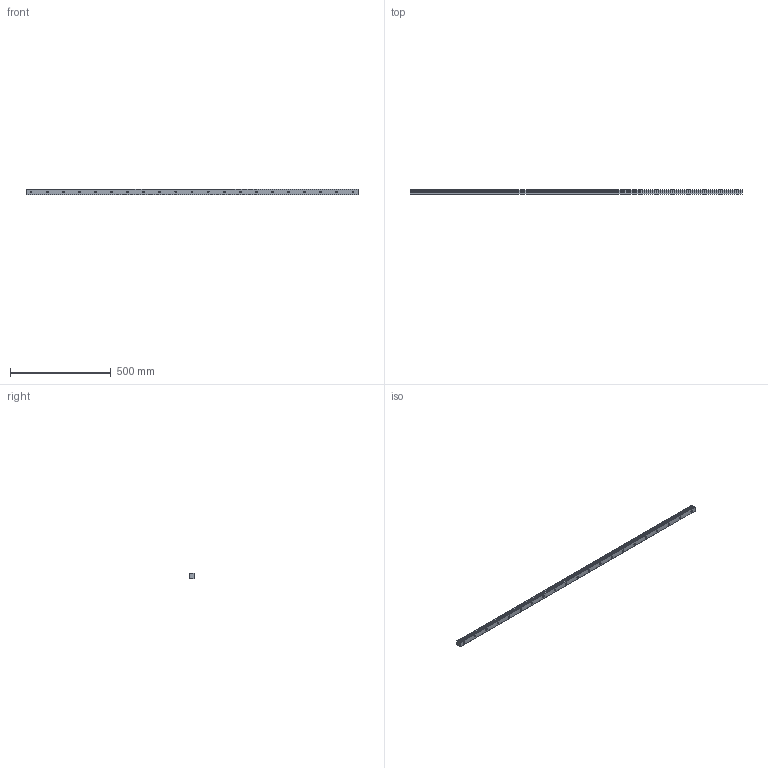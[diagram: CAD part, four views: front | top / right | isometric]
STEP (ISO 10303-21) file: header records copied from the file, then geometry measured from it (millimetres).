
FILE_DESCRIPTION (( 'STEP AP214' ), '1' );
FILE_NAME ('SHS30C1SS-1650L_G25_0_B-M6F_772_0_0_0_1.STEP', '2021-06-21T12:23:36', ( '' ), ( '' ), 'SwSTEP 2.0', 'SolidWorks 2021', '' );
FILE_SCHEMA (( 'AUTOMOTIVE_DESIGN' ));
Length unit declared in the file: millimetre
Products named in the file (2): _SHS30C165025 Track; SHS30C1SS-1650L_G25_0_B-M6F_772_0_0_0_1
Assembly tree (1 placements, depth 2):
  SHS30C1SS-1650L_G25_0_B-M6F_772_0_0_0_1
    _SHS30C165025 Track
Bounding box: 1650 x 23 x 28 mm (x, y, z)
Volume: 903577.9 mm3; surface area: 185980.6 mm2
Topology: 1 solids, 1 shells, 142 faces, 357 edges, 238 vertices
Faces by surface type: cylinder 105, plane 37
Entity records: 4521 total; most frequent: DIRECTION 859, CARTESIAN_POINT 741, ORIENTED_EDGE 714, EDGE_CURVE 357, AXIS2_PLACEMENT_3D 356, VERTEX_POINT 238, CIRCLE 210, EDGE_LOOP 205
